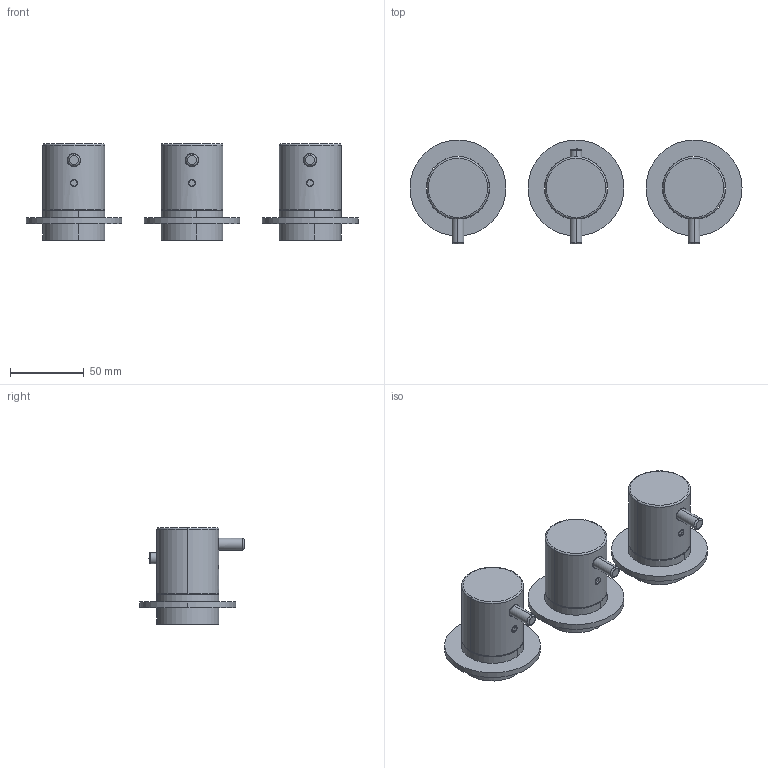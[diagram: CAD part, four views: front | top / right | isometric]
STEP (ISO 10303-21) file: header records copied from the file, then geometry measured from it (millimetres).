
FILE_DESCRIPTION (( 'STEP AP214' ), '1' );
FILE_NAME ('CO321LRV_STEP_v10524.STEP', '2024-05-15T12:34:01', ( '' ), ( '' ), 'SwSTEP 2.0', 'SolidWorks 2019', '' );
FILE_SCHEMA (( 'AUTOMOTIVE_DESIGN' ));
Length unit declared in the file: millimetre
Products named in the file (5): COS_Mini Plates_v10224_65MM CLASSIC; VB_Shroud_VISUAL ONLY_v10524; Classic SHOWER handles_v10224_Classic Diverter; CO321LRV_STEP_v10524; Classic SHOWER handles_v10224_Classic Thermostatic
Assembly tree (9 placements, depth 2):
  CO321LRV_STEP_v10524
    COS_Mini Plates_v10224_65MM CLASSIC  x3
    VB_Shroud_VISUAL ONLY_v10524  x3
    Classic SHOWER handles_v10224_Classic Thermostatic
    Classic SHOWER handles_v10224_Classic Diverter  x2
Bounding box: 225 x 70.5 x 65.2 mm (x, y, z)
Volume: 81027.3 mm3; surface area: 74902.4 mm2
Topology: 12 solids, 12 shells, 134 faces, 281 edges, 180 vertices
Faces by surface type: cylinder 59, plane 48, torus 20, bspline 6, sphere 1
Entity records: 3448 total; most frequent: CARTESIAN_POINT 1499, DIRECTION 386, ORIENTED_EDGE 328, EDGE_CURVE 164, AXIS2_PLACEMENT_3D 161, VERTEX_POINT 104, EDGE_LOOP 94, ADVANCED_FACE 79
